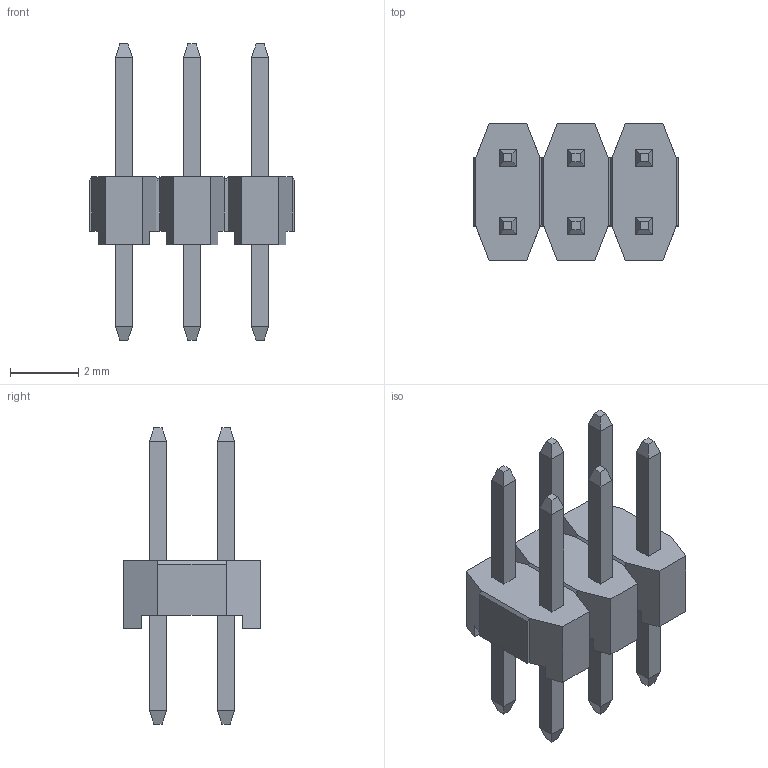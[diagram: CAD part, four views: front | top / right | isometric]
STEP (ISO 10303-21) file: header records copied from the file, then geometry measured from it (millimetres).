
FILE_DESCRIPTION(/* description */ (''),/* implementation_level */ '2;1');
FILE_NAME(/* name */ '314-3.9_2.8_20-40-60-2-U_step.stp',/* time_stamp */ '2018-07-31T11:15:47+08:00',/* author */ (''),/* organization */ (''),/* preprocessor_version */ 'ST-DEVELOPER v11',/* originating_system */ 'SIEMENS PLM Software NX 7.5',/* authorisation */ '');
FILE_SCHEMA (('CONFIG_CONTROL_DESIGN'));
Length unit declared in the file: millimetre
Products named in the file (1): Admi60CEpi8i
Bounding box: 6 x 4 x 8.7 mm (x, y, z)
Volume: 45.3 mm3; surface area: 207.6 mm2
Topology: 7 solids, 7 shells, 182 faces, 420 edges, 252 vertices
Faces by surface type: plane 158, cylinder 24
Entity records: 5030 total; most frequent: CARTESIAN_POINT 927, ORIENTED_EDGE 840, DIRECTION 762, EDGE_CURVE 420, LINE 396, VECTOR 396, VERTEX_POINT 252, EDGE_LOOP 194
